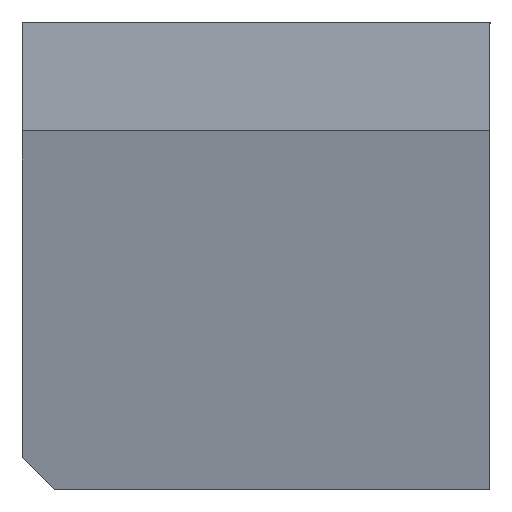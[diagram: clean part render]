
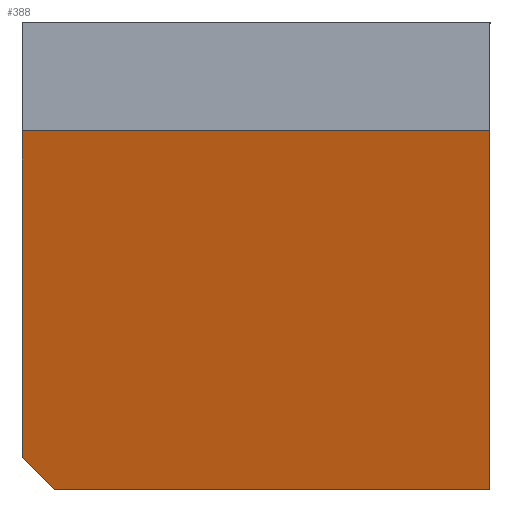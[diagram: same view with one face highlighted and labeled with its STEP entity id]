
A CAD part, left-side view. The second image highlights one B-rep face of the part: STEP entity #388.
In plain terms, the highlighted planar face has unit normal (-0.943, 0.334, 0).
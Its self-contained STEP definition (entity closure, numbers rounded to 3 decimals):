
#388=ADVANCED_FACE('NONE',(#946),#947,.F.);
#946=FACE_OUTER_BOUND('',#1663,.T.);
#947=PLANE('',#1664);
#1663=EDGE_LOOP('',(#3117,#3118,#3119,#3120,#3121));
#1664=AXIS2_PLACEMENT_3D('',#3122,#3123,#3124);
#3117=ORIENTED_EDGE('',*,*,#4914,.T.);
#3118=ORIENTED_EDGE('',*,*,#5070,.T.);
#3119=ORIENTED_EDGE('',*,*,#5071,.T.);
#3120=ORIENTED_EDGE('',*,*,#4898,.F.);
#3121=ORIENTED_EDGE('',*,*,#5072,.T.);
#3122=CARTESIAN_POINT('',(-5.143,-14.5,29.0));
#3123=DIRECTION('',(0.942,-0.334,0.0));
#3124=DIRECTION('',(0.0,0.0,-1.0));
#4898=EDGE_CURVE('NONE',#6143,#6145,#6146,.T.);
#4914=EDGE_CURVE('NONE',#6167,#6165,#6168,.T.);
#5070=EDGE_CURVE('NONE',#6165,#6426,#6427,.T.);
#5071=EDGE_CURVE('NONE',#6426,#6145,#6428,.T.);
#5072=EDGE_CURVE('NONE',#6143,#6167,#6429,.T.);
#6143=VERTEX_POINT('NONE',#7867);
#6145=VERTEX_POINT('NONE',#7870);
#6146=LINE('',#7871,#7872);
#6165=VERTEX_POINT('NONE',#7897);
#6167=VERTEX_POINT('NONE',#7900);
#6168=LINE('',#7901,#7902);
#6426=VERTEX_POINT('NONE',#8312);
#6427=LINE('',#8313,#8314);
#6428=LINE('',#8315,#8316);
#6429=LINE('',#8317,#8318);
#7867=CARTESIAN_POINT('',(-5.143,-14.5,22.25));
#7870=CARTESIAN_POINT('',(-5.143,-14.5,0.0));
#7871=CARTESIAN_POINT('',(-5.143,-14.5,29.0));
#7872=VECTOR('',#9146,1000.0);
#7897=CARTESIAN_POINT('',(5.143,14.5,2.));
#7900=CARTESIAN_POINT('',(5.143,14.5,22.25));
#7901=CARTESIAN_POINT('',(5.143,14.5,29.0));
#7902=VECTOR('',#9172,1000.0);
#8312=CARTESIAN_POINT('',(4.433,12.5,0.0));
#8313=CARTESIAN_POINT('',(5.143,14.5,2.));
#8314=VECTOR('',#9331,1000.0);
#8315=CARTESIAN_POINT('',(-5.143,-14.5,0.0));
#8316=VECTOR('',#9332,1000.0);
#8317=CARTESIAN_POINT('',(-5.143,-14.5,22.25));
#8318=VECTOR('',#9333,1000.0);
#9146=DIRECTION('',(-0.0,-0.0,-1.0));
#9172=DIRECTION('',(-0.0,-0.0,-1.0));
#9331=DIRECTION('',(-0.243,-0.686,-0.686));
#9332=DIRECTION('',(-0.334,-0.942,-0.0));
#9333=DIRECTION('',(0.334,0.942,0.0));
